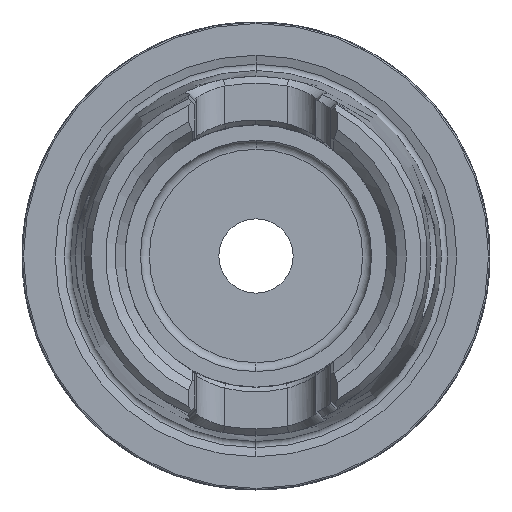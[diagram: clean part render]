
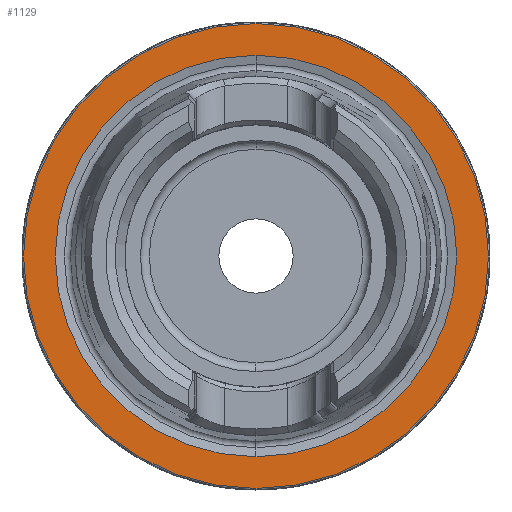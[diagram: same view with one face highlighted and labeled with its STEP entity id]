
A CAD part, left-side view. The second image highlights one B-rep face of the part: STEP entity #1129.
In plain terms, the highlighted planar face has unit normal (-1, 0, 0).
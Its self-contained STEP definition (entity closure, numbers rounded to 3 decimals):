
#212 = DIRECTION ( 'NONE',  ( 0., 0., 1. ) ) ;
#371 = EDGE_CURVE ( 'NONE', #4655, #13197, #9530, .T. ) ;
#684 = CIRCLE ( 'NONE', #6992, 31.275 ) ;
#721 = EDGE_CURVE ( 'NONE', #774, #6681, #684, .T. ) ;
#774 = VERTEX_POINT ( 'NONE', #10426 ) ;
#803 = DIRECTION ( 'NONE',  ( 1., 0., 0. ) ) ;
#1129 = ADVANCED_FACE ( 'NONE', ( #6077, #6400 ), #8601, .F. ) ;
#1271 = EDGE_LOOP ( 'NONE', ( #11761, #4002 ) ) ;
#3029 = CARTESIAN_POINT ( 'NONE',  ( 0., 0., 0. ) ) ;
#3085 = AXIS2_PLACEMENT_3D ( 'NONE', #8317, #803, #7343 ) ;
#3190 = ORIENTED_EDGE ( 'NONE', *, *, #371, .F. ) ;
#3326 = EDGE_LOOP ( 'NONE', ( #6498, #3190 ) ) ;
#3663 = CARTESIAN_POINT ( 'NONE',  ( 0., 0., 0. ) ) ;
#4002 = ORIENTED_EDGE ( 'NONE', *, *, #9976, .T. ) ;
#4655 = VERTEX_POINT ( 'NONE', #5393 ) ;
#4683 = DIRECTION ( 'NONE',  ( 0., 0., 1. ) ) ;
#4810 = AXIS2_PLACEMENT_3D ( 'NONE', #3663, #10974, #4683 ) ;
#5393 = CARTESIAN_POINT ( 'NONE',  ( 0., 0., -27. ) ) ;
#6077 = FACE_BOUND ( 'NONE', #3326, .T. ) ;
#6400 = FACE_OUTER_BOUND ( 'NONE', #1271, .T. ) ;
#6496 = DIRECTION ( 'NONE',  ( -1., 0., 0. ) ) ;
#6498 = ORIENTED_EDGE ( 'NONE', *, *, #10057, .F. ) ;
#6681 = VERTEX_POINT ( 'NONE', #10613 ) ;
#6992 = AXIS2_PLACEMENT_3D ( 'NONE', #3029, #9103, #10376 ) ;
#7343 = DIRECTION ( 'NONE',  ( 0., 0., -1. ) ) ;
#7606 = AXIS2_PLACEMENT_3D ( 'NONE', #12719, #6496, #212 ) ;
#7807 = CIRCLE ( 'NONE', #4810, 27. ) ;
#8136 = CIRCLE ( 'NONE', #7606, 31.275 ) ;
#8317 = CARTESIAN_POINT ( 'NONE',  ( 0., 31.275, 0. ) ) ;
#8601 = PLANE ( 'NONE',  #3085 ) ;
#8783 = CARTESIAN_POINT ( 'NONE',  ( 0., 0., 27. ) ) ;
#9103 = DIRECTION ( 'NONE',  ( -1., 0., 0. ) ) ;
#9530 = CIRCLE ( 'NONE', #11736, 27. ) ;
#9976 = EDGE_CURVE ( 'NONE', #6681, #774, #8136, .T. ) ;
#10057 = EDGE_CURVE ( 'NONE', #13197, #4655, #7807, .T. ) ;
#10376 = DIRECTION ( 'NONE',  ( 0., 0., 1. ) ) ;
#10426 = CARTESIAN_POINT ( 'NONE',  ( 0., 0., 31.275 ) ) ;
#10613 = CARTESIAN_POINT ( 'NONE',  ( 0., 0., -31.275 ) ) ;
#10974 = DIRECTION ( 'NONE',  ( -1., 0., 0. ) ) ;
#11463 = CARTESIAN_POINT ( 'NONE',  ( 0., 0., 0. ) ) ;
#11515 = DIRECTION ( 'NONE',  ( -1., 0., 0. ) ) ;
#11561 = DIRECTION ( 'NONE',  ( 0., 0., 1. ) ) ;
#11736 = AXIS2_PLACEMENT_3D ( 'NONE', #11463, #11515, #11561 ) ;
#11761 = ORIENTED_EDGE ( 'NONE', *, *, #721, .T. ) ;
#12719 = CARTESIAN_POINT ( 'NONE',  ( 0., 0., 0. ) ) ;
#13197 = VERTEX_POINT ( 'NONE', #8783 ) ;
